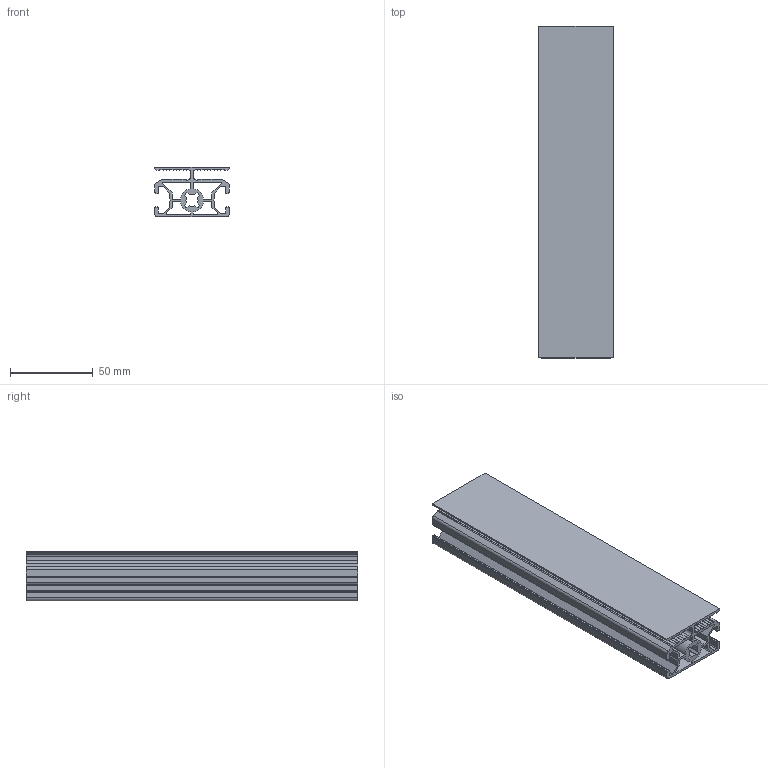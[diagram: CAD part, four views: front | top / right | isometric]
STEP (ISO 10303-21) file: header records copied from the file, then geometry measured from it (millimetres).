
FILE_DESCRIPTION (( 'STEP AP203' ), '1' );
FILE_NAME ('481992971_c_1.STEP', '2022-11-07T18:38:59', ( '' ), ( '' ), 'SwSTEP 2.0', 'SolidWorks 2014', '' );
FILE_SCHEMA (( 'CONFIG_CONTROL_DESIGN' ));
Length unit declared in the file: millimetre
Products named in the file (1): 481992971_c_1
Bounding box: 45 x 200 x 30 mm (x, y, z)
Volume: 90222.8 mm3; surface area: 102416 mm2
Topology: 1 solids, 1 shells, 205 faces, 609 edges, 406 vertices
Faces by surface type: plane 148, cylinder 57
Entity records: 6934 total; most frequent: CARTESIAN_POINT 1221, ORIENTED_EDGE 1218, DIRECTION 1135, EDGE_CURVE 609, LINE 495, VECTOR 495, VERTEX_POINT 406, AXIS2_PLACEMENT_3D 320
